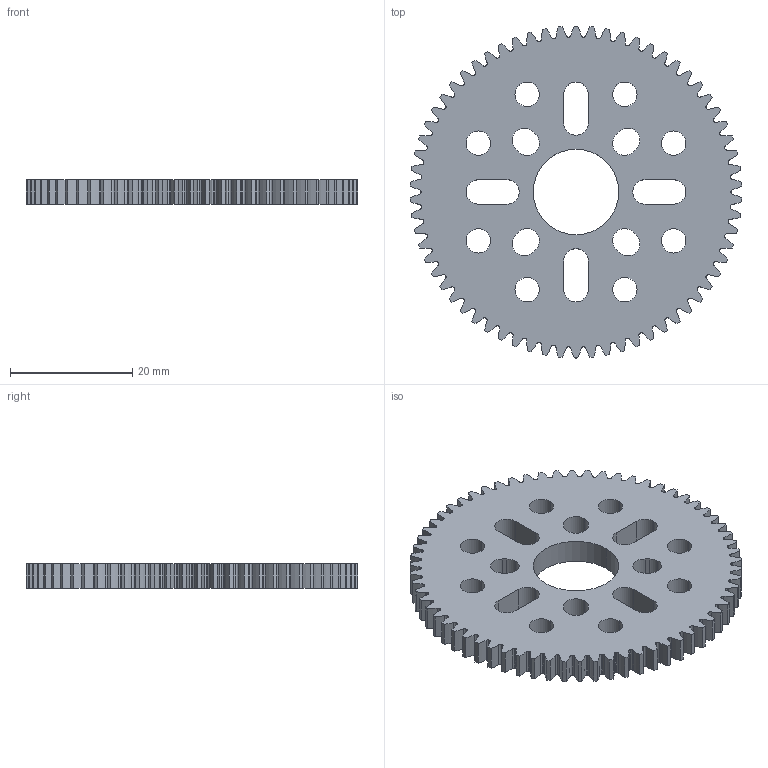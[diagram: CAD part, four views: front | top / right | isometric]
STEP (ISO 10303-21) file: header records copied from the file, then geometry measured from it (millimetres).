
FILE_DESCRIPTION (( 'STEP AP203' ), '1' );
FILE_NAME ('2312-0014-0066.STEP', '2019-08-22T15:50:19', ( '' ), ( '' ), 'SwSTEP 2.0', 'SolidWorks 2016', '' );
FILE_SCHEMA (( 'CONFIG_CONTROL_DESIGN' ));
Length unit declared in the file: millimetre
Products named in the file (1): 2312-0014-0066
Bounding box: 54.36 x 54.4 x 4 mm (x, y, z)
Volume: 6962.4 mm3; surface area: 5929.1 mm2
Topology: 1 solids, 1 shells, 587 faces, 1755 edges, 1170 vertices
Faces by surface type: bspline 264, cylinder 173, plane 150
Entity records: 28268 total; most frequent: CARTESIAN_POINT 13809, ORIENTED_EDGE 3510, DIRECTION 2221, EDGE_CURVE 1755, VERTEX_POINT 1170, LINE 881, VECTOR 881, AXIS2_PLACEMENT_3D 670
